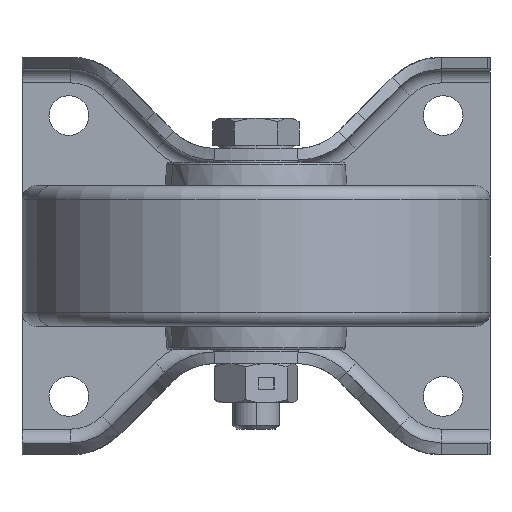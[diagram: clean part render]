
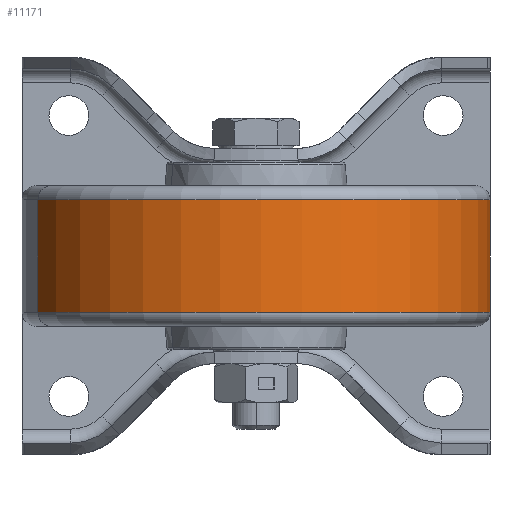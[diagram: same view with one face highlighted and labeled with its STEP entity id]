
A CAD part, front view. The second image highlights one B-rep face of the part: STEP entity #11171.
In plain terms, the highlighted cylindrical face has radius 50 mm (diameter 100 mm), a partial arc.
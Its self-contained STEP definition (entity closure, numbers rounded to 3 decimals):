
#230 = CARTESIAN_POINT ( 'NONE',  ( 0., -82.5, 12. ) ) ;
#300 = DIRECTION ( 'NONE',  ( 0., 0., -1. ) ) ;
#882 = CARTESIAN_POINT ( 'NONE',  ( 46.602, -64.382, -25.133 ) ) ;
#1263 = EDGE_CURVE ( 'NONE', #18255, #10986, #18809, .T. ) ;
#1389 = EDGE_LOOP ( 'NONE', ( #9014, #14374, #18629, #10249 ) ) ;
#1466 = VERTEX_POINT ( 'NONE', #18283 ) ;
#2346 = CIRCLE ( 'NONE', #18786, 50. ) ;
#2670 = CARTESIAN_POINT ( 'NONE',  ( -46.602, -100.618, 12. ) ) ;
#2699 = CARTESIAN_POINT ( 'NONE',  ( 46.602, -64.382, -12. ) ) ;
#3136 = DIRECTION ( 'NONE',  ( 0., 0., -1. ) ) ;
#3572 = VECTOR ( 'NONE', #13142, 1000. ) ;
#3716 = VECTOR ( 'NONE', #3136, 1000. ) ;
#5493 = DIRECTION ( 'NONE',  ( 0.932, 0.362, 0. ) ) ;
#5661 = AXIS2_PLACEMENT_3D ( 'NONE', #9473, #14091, #7801 ) ;
#5891 = CARTESIAN_POINT ( 'NONE',  ( -46.602, -100.618, -12. ) ) ;
#6971 = CARTESIAN_POINT ( 'NONE',  ( 0., -82.5, -12. ) ) ;
#7671 = LINE ( 'NONE', #882, #3572 ) ;
#7801 = DIRECTION ( 'NONE',  ( -0.932, -0.362, 0. ) ) ;
#9014 = ORIENTED_EDGE ( 'NONE', *, *, #14099, .F. ) ;
#9473 = CARTESIAN_POINT ( 'NONE',  ( 0., -82.5, -25.133 ) ) ;
#10249 = ORIENTED_EDGE ( 'NONE', *, *, #17427, .T. ) ;
#10986 = VERTEX_POINT ( 'NONE', #5891 ) ;
#11171 = ADVANCED_FACE ( 'NONE', ( #17865 ), #18592, .T. ) ;
#11879 = DIRECTION ( 'NONE',  ( 0., 0., 1. ) ) ;
#12463 = CARTESIAN_POINT ( 'NONE',  ( -46.602, -100.618, -25.133 ) ) ;
#13142 = DIRECTION ( 'NONE',  ( 0., 0., -1. ) ) ;
#14091 = DIRECTION ( 'NONE',  ( 0., 0., -1. ) ) ;
#14099 = EDGE_CURVE ( 'NONE', #1466, #15902, #7671, .T. ) ;
#14374 = ORIENTED_EDGE ( 'NONE', *, *, #17957, .T. ) ;
#15902 = VERTEX_POINT ( 'NONE', #2699 ) ;
#15953 = DIRECTION ( 'NONE',  ( -0.932, -0.362, 0. ) ) ;
#16257 = CIRCLE ( 'NONE', #17694, 50. ) ;
#17427 = EDGE_CURVE ( 'NONE', #10986, #15902, #16257, .T. ) ;
#17694 = AXIS2_PLACEMENT_3D ( 'NONE', #6971, #11879, #5493 ) ;
#17865 = FACE_OUTER_BOUND ( 'NONE', #1389, .T. ) ;
#17957 = EDGE_CURVE ( 'NONE', #1466, #18255, #2346, .T. ) ;
#18255 = VERTEX_POINT ( 'NONE', #2670 ) ;
#18283 = CARTESIAN_POINT ( 'NONE',  ( 46.602, -64.382, 12. ) ) ;
#18592 = CYLINDRICAL_SURFACE ( 'NONE', #5661, 50. ) ;
#18629 = ORIENTED_EDGE ( 'NONE', *, *, #1263, .T. ) ;
#18786 = AXIS2_PLACEMENT_3D ( 'NONE', #230, #300, #15953 ) ;
#18809 = LINE ( 'NONE', #12463, #3716 ) ;
